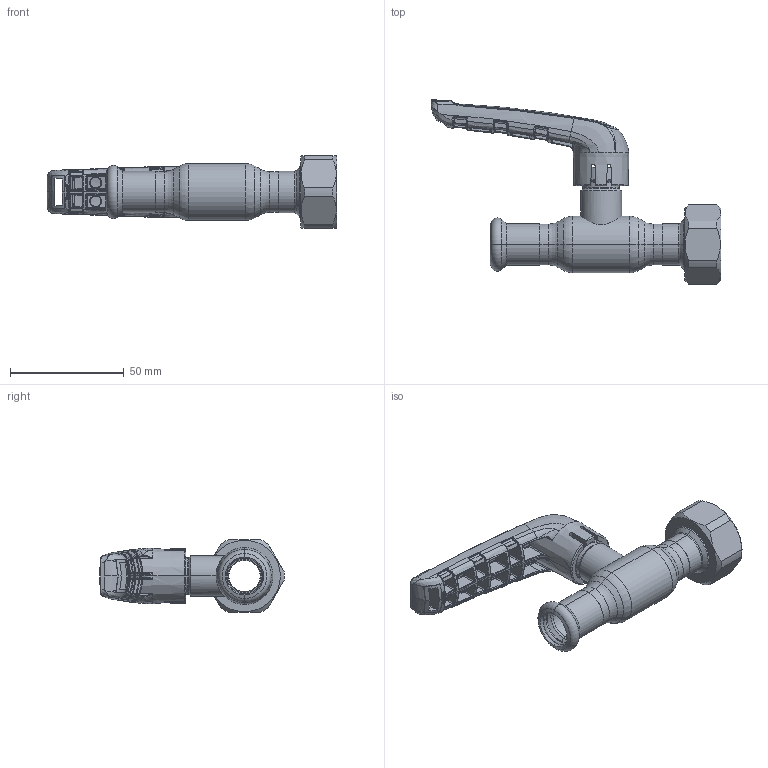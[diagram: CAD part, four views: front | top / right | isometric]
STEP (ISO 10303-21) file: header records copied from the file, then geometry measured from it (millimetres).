
FILE_DESCRIPTION (( 'STEP AP214' ), '1' );
FILE_NAME ('2010001410-xxxx.step', '2019-05-10T06:47:24', ( '' ), ( '' ), 'SwSTEP 2.0', 'SolidWorks 2017', '' );
FILE_SCHEMA (( 'AUTOMOTIVE_DESIGN' ));
Length unit declared in the file: millimetre
Products named in the file (1): 2010001410-xxxx
Bounding box: 127.48 x 81.17 x 32 mm (x, y, z)
Surface area: 24044.5 mm2 (no closed solid volume)
Topology: 0 solids, 12 shells, 858 faces, 2537 edges, 1585 vertices
Faces by surface type: bspline 678, plane 57, cylinder 55, cone 37, torus 29, sphere 2
Entity records: 61335 total; most frequent: CARTESIAN_POINT 35205, ORIENTED_EDGE 4359, EDGE_CURVE 2503, DIRECTION 1763, B_SPLINE_CURVE_WITH_KNOTS 1701, VERTEX_POINT 1581, EDGE_LOOP 883, UNCERTAINTY_MEASURE_WITH_UNIT 860
